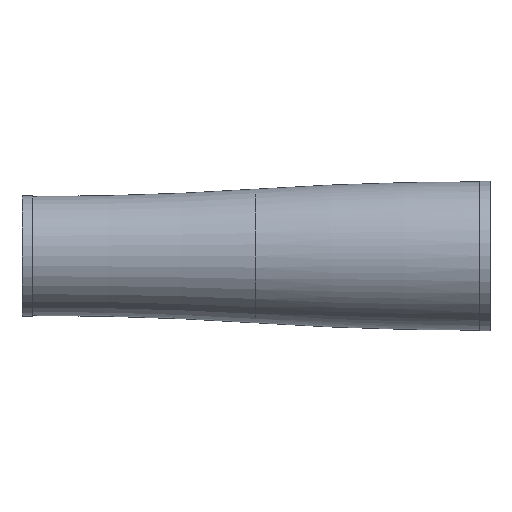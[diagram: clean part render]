
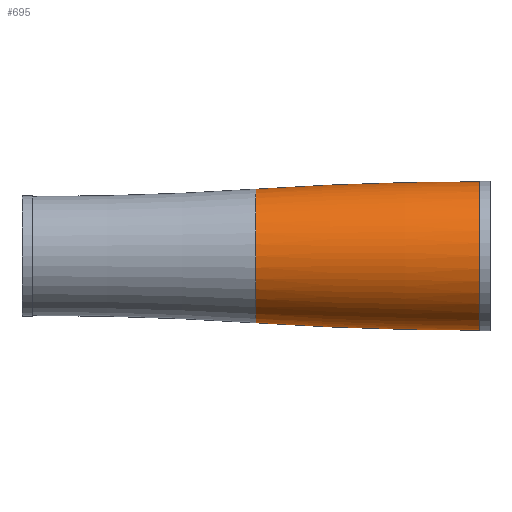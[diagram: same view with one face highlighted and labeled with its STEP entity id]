
A CAD part, front view. The second image highlights one B-rep face of the part: STEP entity #695.
In plain terms, the highlighted toroidal (fillet/blend) face has major radius 1241.31 mm and minor radius 1269.06 mm.
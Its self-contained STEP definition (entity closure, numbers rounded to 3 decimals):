
#25 = VERTEX_POINT ( 'NONE', #768 ) ;
#59 = AXIS2_PLACEMENT_3D ( 'NONE', #453, #451, #423 ) ;
#80 = FACE_OUTER_BOUND ( 'NONE', #811, .T. ) ;
#103 = EDGE_CURVE ( 'NONE', #495, #25, #517, .T. ) ;
#109 = AXIS2_PLACEMENT_3D ( 'NONE', #973, #971, #965 ) ;
#177 = DIRECTION ( 'NONE',  ( 1., 0., 0. ) ) ;
#190 = CARTESIAN_POINT ( 'NONE',  ( -4., 0., 0. ) ) ;
#206 = CIRCLE ( 'NONE', #357, 27.75 ) ;
#207 = DIRECTION ( 'NONE',  ( 0., 0., -1. ) ) ;
#210 = TOROIDAL_SURFACE ( 'NONE', #631, -1241.307, 1269.057 ) ;
#224 = ORIENTED_EDGE ( 'NONE', *, *, #457, .T. ) ;
#236 = ORIENTED_EDGE ( 'NONE', *, *, #103, .T. ) ;
#252 = ORIENTED_EDGE ( 'NONE', *, *, #416, .F. ) ;
#253 = CARTESIAN_POINT ( 'NONE',  ( -4., 0., 0. ) ) ;
#258 = DIRECTION ( 'NONE',  ( 1., 0., 0. ) ) ;
#262 = DIRECTION ( 'NONE',  ( 0., 0., -1. ) ) ;
#267 = CARTESIAN_POINT ( 'NONE',  ( -4., 0., -27.75 ) ) ;
#341 = VERTEX_POINT ( 'NONE', #863 ) ;
#352 = CIRCLE ( 'NONE', #59, 1269.057 ) ;
#357 = AXIS2_PLACEMENT_3D ( 'NONE', #253, #258, #262 ) ;
#376 = VERTEX_POINT ( 'NONE', #267 ) ;
#416 = EDGE_CURVE ( 'NONE', #495, #341, #352, .T. ) ;
#423 = DIRECTION ( 'NONE',  ( 0., 0., 1. ) ) ;
#451 = DIRECTION ( 'NONE',  ( 0., 1., 0. ) ) ;
#453 = CARTESIAN_POINT ( 'NONE',  ( -4., 0., -1241.307 ) ) ;
#457 = EDGE_CURVE ( 'NONE', #25, #376, #492, .T. ) ;
#492 = CIRCLE ( 'NONE', #109, 1269.057 ) ;
#495 = VERTEX_POINT ( 'NONE', #835 ) ;
#501 = ORIENTED_EDGE ( 'NONE', *, *, #583, .F. ) ;
#517 = CIRCLE ( 'NONE', #859, 25. ) ;
#548 = DIRECTION ( 'NONE',  ( 1., 0., 0. ) ) ;
#561 = DIRECTION ( 'NONE',  ( 0., 0., -1. ) ) ;
#583 = EDGE_CURVE ( 'NONE', #341, #376, #206, .T. ) ;
#631 = AXIS2_PLACEMENT_3D ( 'NONE', #190, #177, #207 ) ;
#695 = ADVANCED_FACE ( 'NONE', ( #80 ), #210, .T. ) ;
#768 = CARTESIAN_POINT ( 'NONE',  ( -87.5, 0., -25. ) ) ;
#805 = CARTESIAN_POINT ( 'NONE',  ( -87.5, 0., 0. ) ) ;
#811 = EDGE_LOOP ( 'NONE', ( #252, #236, #224, #501 ) ) ;
#835 = CARTESIAN_POINT ( 'NONE',  ( -87.5, 0., 25. ) ) ;
#859 = AXIS2_PLACEMENT_3D ( 'NONE', #805, #548, #561 ) ;
#863 = CARTESIAN_POINT ( 'NONE',  ( -4., 0., 27.75 ) ) ;
#965 = DIRECTION ( 'NONE',  ( 0., 0., -1. ) ) ;
#971 = DIRECTION ( 'NONE',  ( 0., -1., 0. ) ) ;
#973 = CARTESIAN_POINT ( 'NONE',  ( -4., 0., 1241.307 ) ) ;
